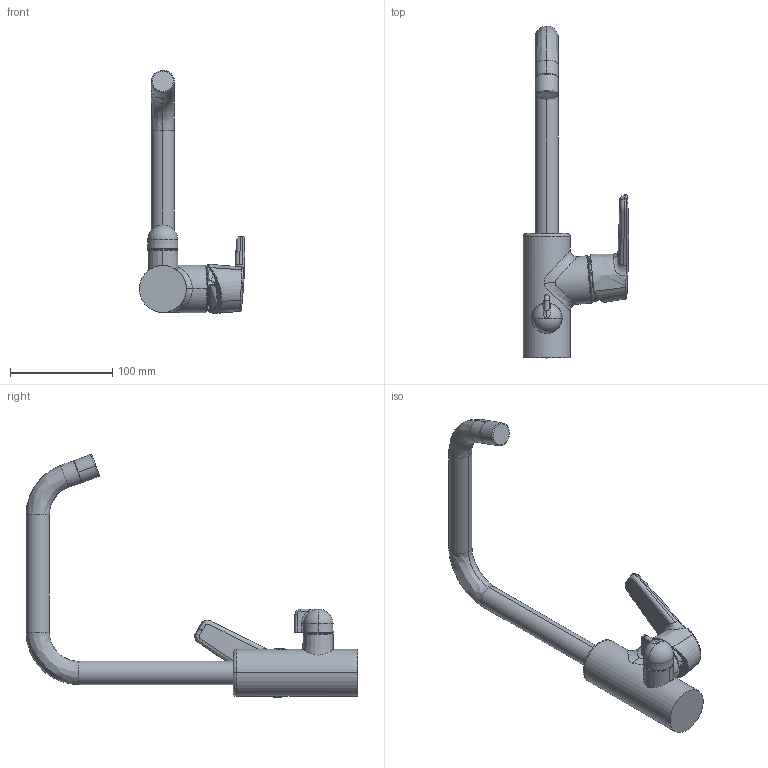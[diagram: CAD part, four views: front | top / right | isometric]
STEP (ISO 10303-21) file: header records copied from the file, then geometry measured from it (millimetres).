
FILE_DESCRIPTION (( 'STEP AP203' ), '1' );
FILE_NAME ('3936F(2020)+51602293(2020).STEP', '2020-01-02T11:31:39', ( '' ), ( '' ), 'SwSTEP 2.0', 'SolidWorks 2016', '' );
FILE_SCHEMA (( 'CONFIG_CONTROL_DESIGN' ));
Length unit declared in the file: millimetre
Products named in the file (1): 3936F(2020)+51602293(2020)
Bounding box: 103.19 x 325 x 238.05 mm (x, y, z)
Volume: 177539.6 mm3; surface area: 56854.6 mm2
Topology: 1 solids, 1 shells, 111 faces, 294 edges, 187 vertices
Faces by surface type: bspline 55, cylinder 22, torus 12, plane 12, cone 10
Entity records: 19847 total; most frequent: CARTESIAN_POINT 17493, ORIENTED_EDGE 576, DIRECTION 335, EDGE_CURVE 288, VERTEX_POINT 187, AXIS2_PLACEMENT_3D 153, B_SPLINE_CURVE_WITH_KNOTS 152, EDGE_LOOP 119
